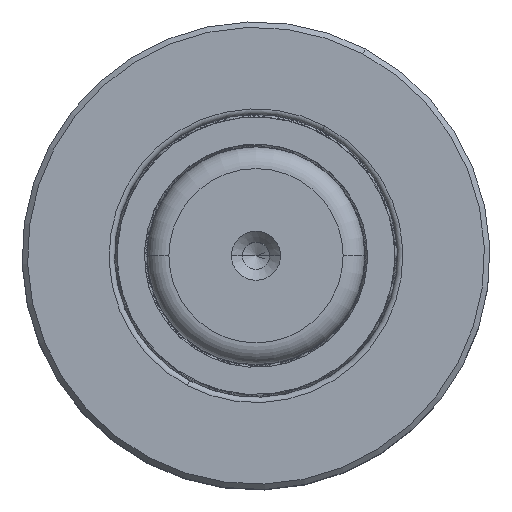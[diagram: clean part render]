
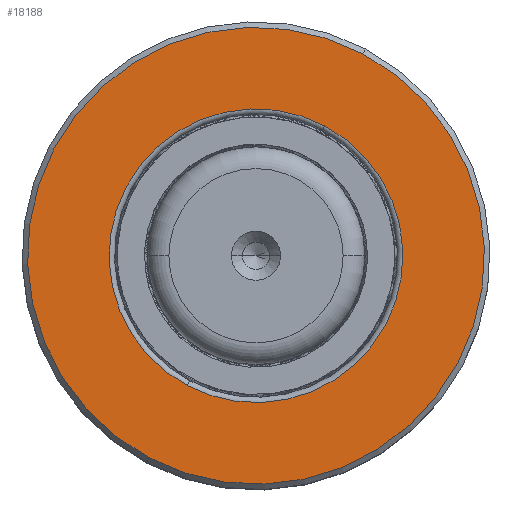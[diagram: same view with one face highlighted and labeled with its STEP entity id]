
A CAD part, top view. The second image highlights one B-rep face of the part: STEP entity #18188.
In plain terms, the highlighted face is planar.
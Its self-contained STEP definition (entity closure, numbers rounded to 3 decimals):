
#940 = EDGE_LOOP ( 'NONE', ( #5138, #18676 ) ) ;
#1398 = CIRCLE ( 'NONE', #6946, 13.5 ) ;
#1440 = AXIS2_PLACEMENT_3D ( 'NONE', #29354, #18887, #2592 ) ;
#1923 = CIRCLE ( 'NONE', #1440, 21. ) ;
#2592 = DIRECTION ( 'NONE',  ( 0., 0., -1. ) ) ;
#2874 = DIRECTION ( 'NONE',  ( 0., 0., -1. ) ) ;
#5138 = ORIENTED_EDGE ( 'NONE', *, *, #29782, .T. ) ;
#5415 = AXIS2_PLACEMENT_3D ( 'NONE', #29838, #13748, #8671 ) ;
#5855 = ORIENTED_EDGE ( 'NONE', *, *, #26773, .F. ) ;
#6946 = AXIS2_PLACEMENT_3D ( 'NONE', #24460, #32580, #2874 ) ;
#7268 = VERTEX_POINT ( 'NONE', #17319 ) ;
#7508 = PLANE ( 'NONE',  #9433 ) ;
#7972 = ORIENTED_EDGE ( 'NONE', *, *, #12127, .F. ) ;
#8671 = DIRECTION ( 'NONE',  ( 0., 0., -1. ) ) ;
#9433 = AXIS2_PLACEMENT_3D ( 'NONE', #34673, #26305, #29012 ) ;
#11196 = CARTESIAN_POINT ( 'NONE',  ( 0., 15.687, -13.5 ) ) ;
#11807 = CIRCLE ( 'NONE', #24688, 21. ) ;
#12127 = EDGE_CURVE ( 'NONE', #23045, #7268, #11807, .T. ) ;
#13748 = DIRECTION ( 'NONE',  ( 0., -1., 0. ) ) ;
#16732 = DIRECTION ( 'NONE',  ( 0., -1., 0. ) ) ;
#17319 = CARTESIAN_POINT ( 'NONE',  ( 0., 15.687, -21. ) ) ;
#17413 = CARTESIAN_POINT ( 'NONE',  ( 0., 15.687, 21. ) ) ;
#18188 = ADVANCED_FACE ( 'NONE', ( #22255, #27289 ), #7508, .T. ) ;
#18676 = ORIENTED_EDGE ( 'NONE', *, *, #32055, .T. ) ;
#18887 = DIRECTION ( 'NONE',  ( 0., -1., 0. ) ) ;
#21868 = VERTEX_POINT ( 'NONE', #22608 ) ;
#22142 = VERTEX_POINT ( 'NONE', #11196 ) ;
#22255 = FACE_BOUND ( 'NONE', #940, .T. ) ;
#22608 = CARTESIAN_POINT ( 'NONE',  ( 0., 15.687, 13.5 ) ) ;
#23045 = VERTEX_POINT ( 'NONE', #17413 ) ;
#24460 = CARTESIAN_POINT ( 'NONE',  ( 0., 15.687, 0. ) ) ;
#24688 = AXIS2_PLACEMENT_3D ( 'NONE', #30356, #16732, #32951 ) ;
#25703 = EDGE_LOOP ( 'NONE', ( #5855, #7972 ) ) ;
#26305 = DIRECTION ( 'NONE',  ( 0., 1., 0. ) ) ;
#26773 = EDGE_CURVE ( 'NONE', #7268, #23045, #1923, .T. ) ;
#27289 = FACE_OUTER_BOUND ( 'NONE', #25703, .T. ) ;
#29012 = DIRECTION ( 'NONE',  ( 0., 0., 1. ) ) ;
#29354 = CARTESIAN_POINT ( 'NONE',  ( 0., 15.687, 0. ) ) ;
#29782 = EDGE_CURVE ( 'NONE', #22142, #21868, #1398, .T. ) ;
#29838 = CARTESIAN_POINT ( 'NONE',  ( 0., 15.687, 0. ) ) ;
#30356 = CARTESIAN_POINT ( 'NONE',  ( 0., 15.687, 0. ) ) ;
#32055 = EDGE_CURVE ( 'NONE', #21868, #22142, #32124, .T. ) ;
#32124 = CIRCLE ( 'NONE', #5415, 13.5 ) ;
#32580 = DIRECTION ( 'NONE',  ( 0., -1., 0. ) ) ;
#32951 = DIRECTION ( 'NONE',  ( 0., 0., -1. ) ) ;
#34673 = CARTESIAN_POINT ( 'NONE',  ( 21., 15.687, 0. ) ) ;
